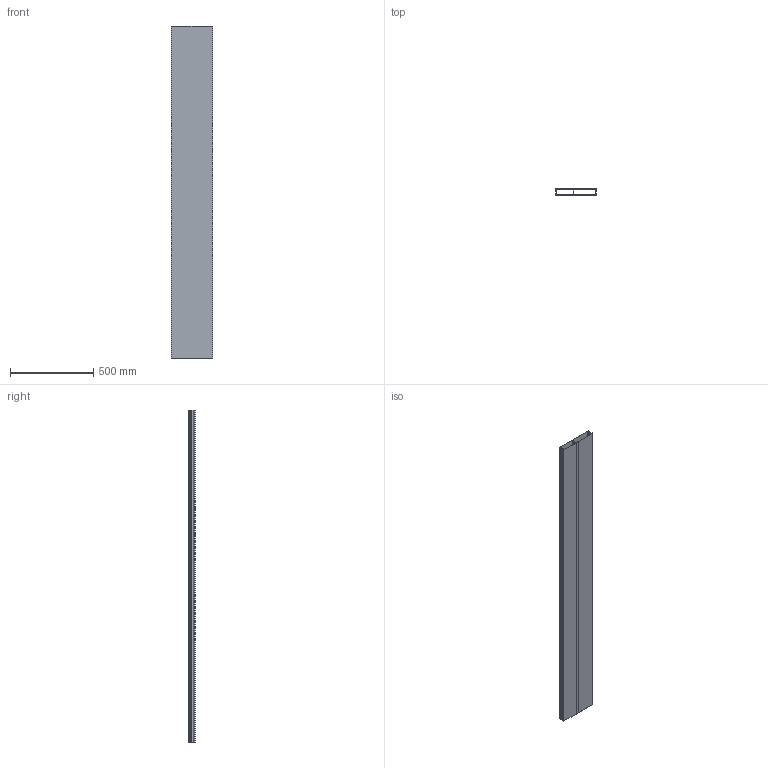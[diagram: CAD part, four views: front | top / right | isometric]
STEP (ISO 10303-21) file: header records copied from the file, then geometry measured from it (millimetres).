
FILE_DESCRIPTION (( 'STEP AP214' ), '1' );
FILE_NAME ('7400267.step', '2024-12-12T14:45:18', ( '' ), ( '' ), 'SwSTEP 2.0', 'SolidWorks 2024', '' );
FILE_SCHEMA (( 'AUTOMOTIVE_DESIGN' ));
Length unit declared in the file: millimetre
Products named in the file (5): 153357_38 L=2000; 7400267; 155551_25038 für Kontaktblech L=2000; 155711_Trapezdeckel 250 L=2000; 161054_für Trapezform S2 25038 L=2000
Assembly tree (4 placements, depth 3):
  7400267
    161054_für Trapezform S2 25038 L=2000
      155551_25038 für Kontaktblech L=2000
      153357_38 L=2000
    155711_Trapezdeckel 250 L=2000
Bounding box: 250 x 38.42 x 2000 mm (x, y, z)
Volume: 981761.9 mm3; surface area: 2755035.2 mm2
Topology: 3 solids, 3 shells, 124 faces, 338 edges, 220 vertices
Faces by surface type: plane 120, cylinder 4
Entity records: 3969 total; most frequent: CARTESIAN_POINT 690, ORIENTED_EDGE 676, DIRECTION 610, EDGE_CURVE 338, VECTOR 330, LINE 330, VERTEX_POINT 220, AXIS2_PLACEMENT_3D 140
